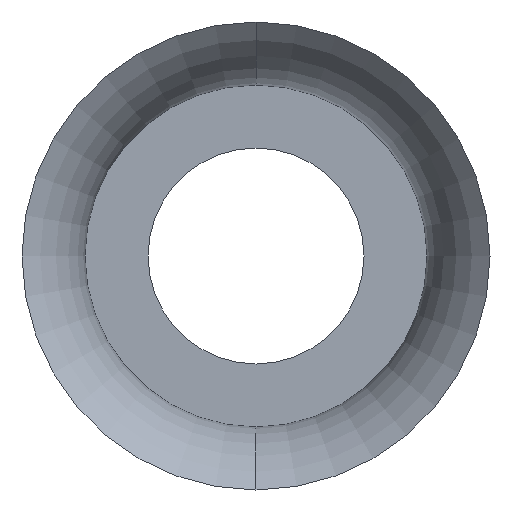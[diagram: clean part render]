
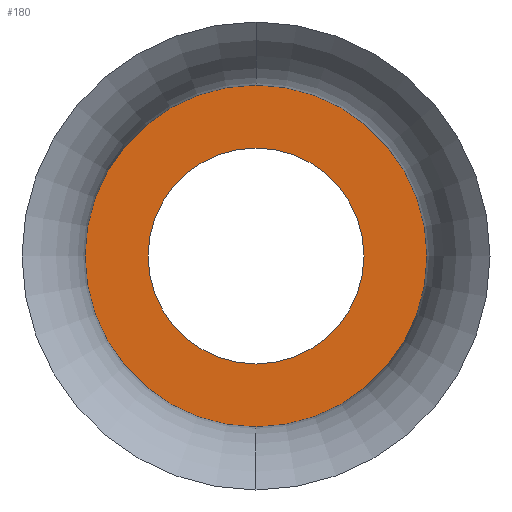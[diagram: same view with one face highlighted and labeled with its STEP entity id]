
A CAD part, left-side view. The second image highlights one B-rep face of the part: STEP entity #180.
In plain terms, the highlighted planar face has unit normal (-1, 0, 0).
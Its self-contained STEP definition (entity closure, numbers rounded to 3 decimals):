
#18 = CARTESIAN_POINT ( 'NONE',  ( 19.923, 0., -19. ) ) ;
#20 = ORIENTED_EDGE ( 'NONE', *, *, #100, .T. ) ;
#25 = CIRCLE ( 'NONE', #324, 19. ) ;
#38 = AXIS2_PLACEMENT_3D ( 'NONE', #226, #363, #298 ) ;
#71 = DIRECTION ( 'NONE',  ( 0., 0., 1. ) ) ;
#93 = EDGE_CURVE ( 'NONE', #319, #243, #426, .T. ) ;
#100 = EDGE_CURVE ( 'NONE', #450, #423, #25, .T. ) ;
#129 = EDGE_CURVE ( 'NONE', #423, #450, #188, .T. ) ;
#132 = AXIS2_PLACEMENT_3D ( 'NONE', #424, #212, #178 ) ;
#142 = CARTESIAN_POINT ( 'NONE',  ( 19.923, 19., 0. ) ) ;
#153 = AXIS2_PLACEMENT_3D ( 'NONE', #142, #355, #286 ) ;
#161 = ORIENTED_EDGE ( 'NONE', *, *, #93, .F. ) ;
#165 = AXIS2_PLACEMENT_3D ( 'NONE', #221, #284, #71 ) ;
#178 = DIRECTION ( 'NONE',  ( 0., 0., 1. ) ) ;
#180 = ADVANCED_FACE ( 'NONE', ( #440, #272 ), #290, .F. ) ;
#188 = CIRCLE ( 'NONE', #165, 19. ) ;
#191 = CARTESIAN_POINT ( 'NONE',  ( 19.923, 0., -12. ) ) ;
#212 = DIRECTION ( 'NONE',  ( -1., 0., 0. ) ) ;
#214 = CARTESIAN_POINT ( 'NONE',  ( 19.923, 0., 0. ) ) ;
#220 = DIRECTION ( 'NONE',  ( -1., 0., 0. ) ) ;
#221 = CARTESIAN_POINT ( 'NONE',  ( 19.923, 0., 0. ) ) ;
#226 = CARTESIAN_POINT ( 'NONE',  ( 19.923, 0., 0. ) ) ;
#233 = CARTESIAN_POINT ( 'NONE',  ( 19.923, 0., 19. ) ) ;
#243 = VERTEX_POINT ( 'NONE', #191 ) ;
#262 = EDGE_CURVE ( 'NONE', #243, #319, #393, .T. ) ;
#272 = FACE_OUTER_BOUND ( 'NONE', #377, .T. ) ;
#284 = DIRECTION ( 'NONE',  ( -1., 0., 0. ) ) ;
#286 = DIRECTION ( 'NONE',  ( 0., 0., -1. ) ) ;
#289 = DIRECTION ( 'NONE',  ( 0., 0., 1. ) ) ;
#290 = PLANE ( 'NONE',  #153 ) ;
#298 = DIRECTION ( 'NONE',  ( 0., 0., 1. ) ) ;
#319 = VERTEX_POINT ( 'NONE', #338 ) ;
#324 = AXIS2_PLACEMENT_3D ( 'NONE', #214, #220, #289 ) ;
#326 = EDGE_LOOP ( 'NONE', ( #161, #430 ) ) ;
#338 = CARTESIAN_POINT ( 'NONE',  ( 19.923, 0., 12. ) ) ;
#355 = DIRECTION ( 'NONE',  ( 1., 0., 0. ) ) ;
#363 = DIRECTION ( 'NONE',  ( -1., 0., 0. ) ) ;
#377 = EDGE_LOOP ( 'NONE', ( #20, #428 ) ) ;
#393 = CIRCLE ( 'NONE', #38, 12. ) ;
#423 = VERTEX_POINT ( 'NONE', #18 ) ;
#424 = CARTESIAN_POINT ( 'NONE',  ( 19.923, 0., 0. ) ) ;
#426 = CIRCLE ( 'NONE', #132, 12. ) ;
#428 = ORIENTED_EDGE ( 'NONE', *, *, #129, .T. ) ;
#430 = ORIENTED_EDGE ( 'NONE', *, *, #262, .F. ) ;
#440 = FACE_BOUND ( 'NONE', #326, .T. ) ;
#450 = VERTEX_POINT ( 'NONE', #233 ) ;
